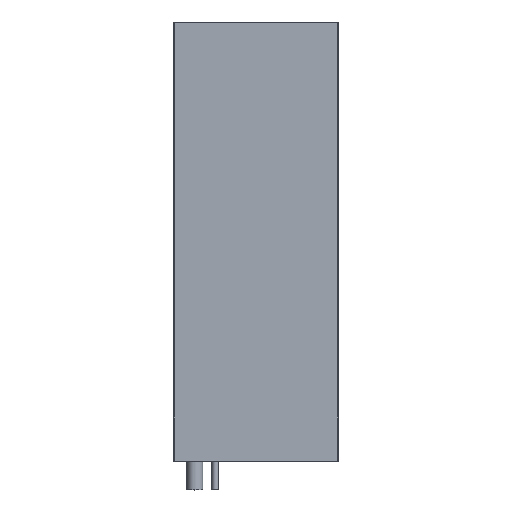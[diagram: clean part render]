
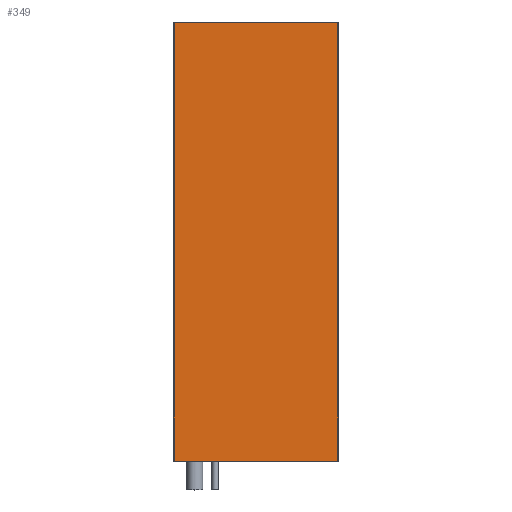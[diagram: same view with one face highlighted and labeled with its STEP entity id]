
A CAD part, top view. The second image highlights one B-rep face of the part: STEP entity #349.
In plain terms, the highlighted planar face has unit normal (0, 0, 1).
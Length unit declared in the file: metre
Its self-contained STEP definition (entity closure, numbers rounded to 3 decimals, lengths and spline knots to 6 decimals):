
#349 = ADVANCED_FACE( '', ( #955 ), #956, .T. );
#955 = FACE_OUTER_BOUND( '', #1563, .T. );
#956 = PLANE( '', #1564 );
#1563 = EDGE_LOOP( '', ( #3783, #3784, #3785, #3786 ) );
#1564 = AXIS2_PLACEMENT_3D( '', #3787, #3788, #3789 );
#3783 = ORIENTED_EDGE( '', *, *, #4500, .F. );
#3784 = ORIENTED_EDGE( '', *, *, #4505, .F. );
#3785 = ORIENTED_EDGE( '', *, *, #4502, .T. );
#3786 = ORIENTED_EDGE( '', *, *, #4450, .T. );
#3787 = CARTESIAN_POINT( '', ( 0.0642, 0.3439, 0. ) );
#3788 = DIRECTION( '', ( 0., 0., 1. ) );
#3789 = DIRECTION( '', ( 1., 0., 0. ) );
#4450 = EDGE_CURVE( '', #5604, #5606, #5608, .T. );
#4500 = EDGE_CURVE( '', #5680, #5606, #5682, .T. );
#4502 = EDGE_CURVE( '', #5684, #5604, #5685, .T. );
#4505 = EDGE_CURVE( '', #5684, #5680, #5688, .T. );
#5604 = VERTEX_POINT( '', #7254 );
#5606 = VERTEX_POINT( '', #7257 );
#5608 = LINE( '', #7260, #7261 );
#5680 = VERTEX_POINT( '', #7376 );
#5682 = LINE( '', #7379, #7380 );
#5684 = VERTEX_POINT( '', #7382 );
#5685 = LINE( '', #7383, #7384 );
#5688 = LINE( '', #7389, #7390 );
#7254 = CARTESIAN_POINT( '', ( -0.0642, 0.3439, 0. ) );
#7257 = CARTESIAN_POINT( '', ( -0.0642, 0.0001, 0. ) );
#7260 = CARTESIAN_POINT( '', ( -0.0642, 0.3439, 0. ) );
#7261 = VECTOR( '', #8403, 1. );
#7376 = CARTESIAN_POINT( '', ( 0.0642, 0.0001, 0. ) );
#7379 = CARTESIAN_POINT( '', ( 0.0642, 0.0001, 0. ) );
#7380 = VECTOR( '', #8463, 1. );
#7382 = CARTESIAN_POINT( '', ( 0.0642, 0.3439, 0. ) );
#7383 = CARTESIAN_POINT( '', ( 0.0642, 0.3439, 0. ) );
#7384 = VECTOR( '', #8467, 1. );
#7389 = CARTESIAN_POINT( '', ( 0.0642, 0.3439, 0. ) );
#7390 = VECTOR( '', #8470, 1. );
#8403 = DIRECTION( '', ( 0., -1., 0. ) );
#8463 = DIRECTION( '', ( -1., 0., 0. ) );
#8467 = DIRECTION( '', ( -1., 0., 0. ) );
#8470 = DIRECTION( '', ( 0., -1., 0. ) );
